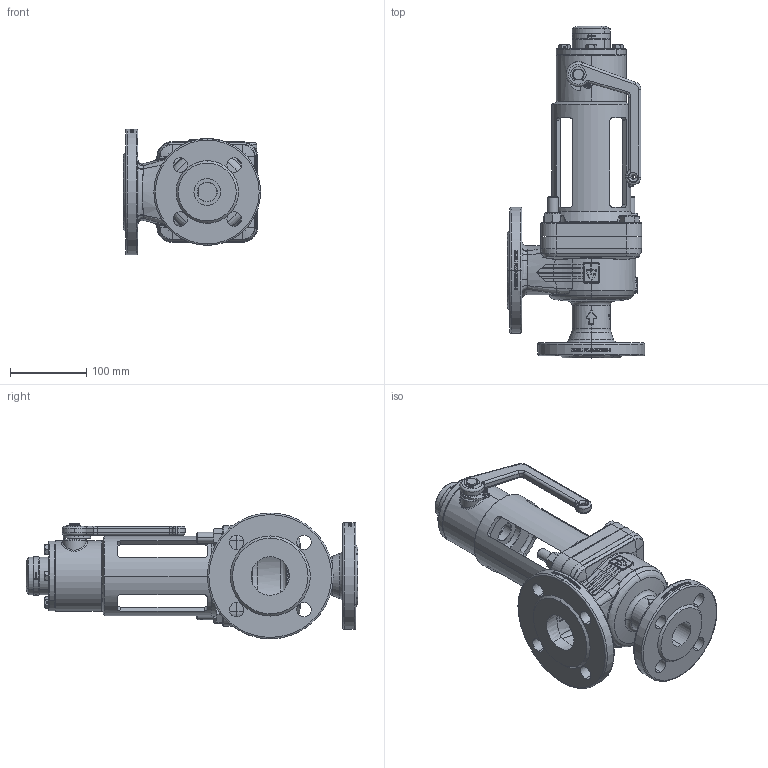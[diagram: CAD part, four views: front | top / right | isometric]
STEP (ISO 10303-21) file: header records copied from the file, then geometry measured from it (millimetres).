
FILE_DESCRIPTION (( 'STEP AP214' ), '1' );
FILE_NAME ('355SGL_32_FLFL_3250_MD.STEP', '2020-08-06T13:00:44', ( '' ), ( '' ), 'SwSTEP 2.0', 'SolidWorks 2020', '' );
FILE_SCHEMA (( 'AUTOMOTIVE_DESIGN' ));
Length unit declared in the file: millimetre
Products named in the file (1): 355SGL_32_FLFL_3250_MD
Bounding box: 180 x 435.3 x 165 mm (x, y, z)
Volume: 2055050.2 mm3; surface area: 461688.7 mm2
Topology: 22 solids, 22 shells, 2280 faces, 6099 edges, 4045 vertices
Faces by surface type: bspline 657, plane 612, cylinder 607, cone 236, torus 160, sphere 8
Entity records: 167668 total; most frequent: CARTESIAN_POINT 89874, ORIENTED_EDGE 12114, DIRECTION 9214, EDGE_CURVE 6057, VERTEX_POINT 4043, AXIS2_PLACEMENT_3D 3688, EDGE_LOOP 2590, UNCERTAINTY_MEASURE_WITH_UNIT 2297
